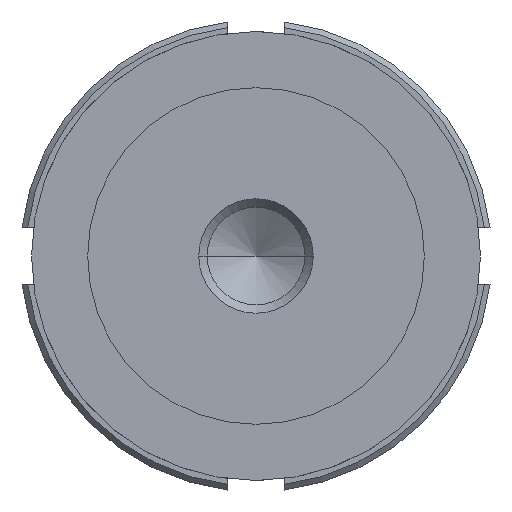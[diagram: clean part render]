
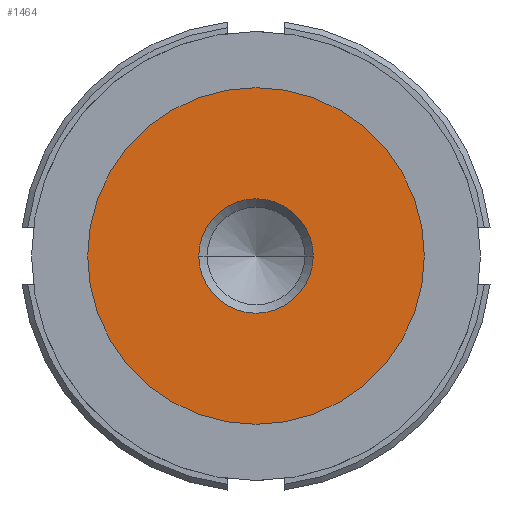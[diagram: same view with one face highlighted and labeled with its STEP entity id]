
A CAD part, front view. The second image highlights one B-rep face of the part: STEP entity #1464.
In plain terms, the highlighted planar face has unit normal (0, -1, 0).
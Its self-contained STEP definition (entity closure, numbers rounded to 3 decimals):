
#660=CARTESIAN_POINT('',(-15.,0.0,0.0));
#661=VERTEX_POINT('',#660);
#670=CARTESIAN_POINT('',(15.,0.0,0.));
#671=VERTEX_POINT('',#670);
#672=CARTESIAN_POINT('',(0.0,0.0,0.0));
#673=DIRECTION('',(0.0,1.0,0.0));
#674=DIRECTION('',(-1.0,0.0,0.0));
#675=AXIS2_PLACEMENT_3D('',#672,#673,#674);
#676=CIRCLE('',#675,15.);
#677=EDGE_CURVE('',#661,#671,#676,.T.);
#944=CARTESIAN_POINT('',(5.1,0.0,0.0));
#945=VERTEX_POINT('',#944);
#953=CARTESIAN_POINT('',(-5.1,0.0,0.));
#954=VERTEX_POINT('',#953);
#961=CARTESIAN_POINT('',(0.0,0.0,0.0));
#962=DIRECTION('',(0.0,1.0,0.0));
#963=DIRECTION('',(1.0,0.0,0.0));
#964=AXIS2_PLACEMENT_3D('',#961,#962,#963);
#965=CIRCLE('',#964,5.1);
#966=EDGE_CURVE('',#945,#954,#965,.T.);
#1216=CARTESIAN_POINT('',(0.0,0.0,0.0));
#1217=DIRECTION('',(0.0,1.0,0.0));
#1218=DIRECTION('',(1.0,0.0,0.0));
#1219=AXIS2_PLACEMENT_3D('',#1216,#1217,#1218);
#1220=CIRCLE('',#1219,5.1);
#1221=EDGE_CURVE('',#954,#945,#1220,.T.);
#1445=CARTESIAN_POINT('',(-7.5,0.0,0.0));
#1446=DIRECTION('',(0.0,-1.0,0.0));
#1447=DIRECTION('',(0.0,0.0,-1.0));
#1448=AXIS2_PLACEMENT_3D('',#1445,#1446,#1447);
#1449=PLANE('',#1448);
#1450=ORIENTED_EDGE('',*,*,#677,.F.);
#1451=CARTESIAN_POINT('',(0.0,0.0,0.0));
#1452=DIRECTION('',(0.0,1.0,0.0));
#1453=DIRECTION('',(-1.0,0.0,0.0));
#1454=AXIS2_PLACEMENT_3D('',#1451,#1452,#1453);
#1455=CIRCLE('',#1454,15.);
#1456=EDGE_CURVE('',#671,#661,#1455,.T.);
#1457=ORIENTED_EDGE('',*,*,#1456,.F.);
#1458=EDGE_LOOP('',(#1450,#1457));
#1459=FACE_OUTER_BOUND('',#1458,.T.);
#1460=ORIENTED_EDGE('',*,*,#966,.T.);
#1461=ORIENTED_EDGE('',*,*,#1221,.T.);
#1462=EDGE_LOOP('',(#1460,#1461));
#1463=FACE_BOUND('',#1462,.T.);
#1464=ADVANCED_FACE('',(#1459,#1463),#1449,.T.);
